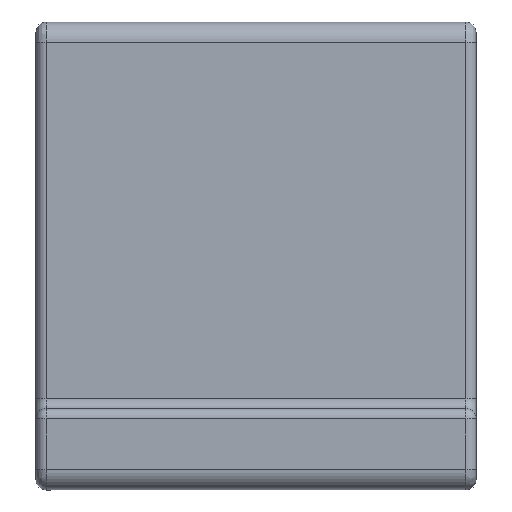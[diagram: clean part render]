
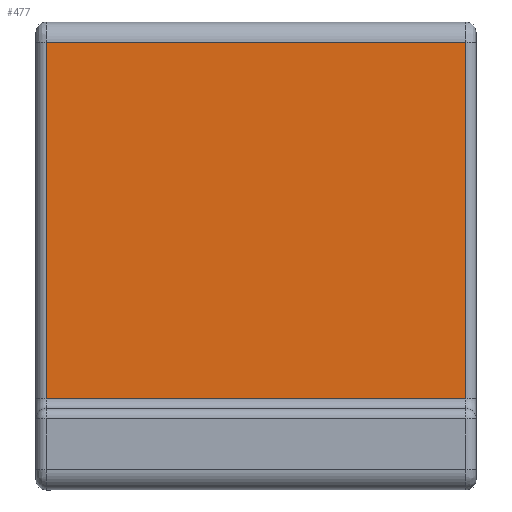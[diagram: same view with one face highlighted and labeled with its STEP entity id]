
A CAD part, top view. The second image highlights one B-rep face of the part: STEP entity #477.
In plain terms, the highlighted planar face has unit normal (0, 0, 1).
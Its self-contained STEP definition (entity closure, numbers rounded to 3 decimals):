
#19=PLANE('',#543);
#58=FACE_OUTER_BOUND('',#90,.T.);
#90=EDGE_LOOP('',(#407,#408,#409,#410));
#98=LINE('',#729,#128);
#119=LINE('',#911,#149);
#122=LINE('',#923,#152);
#123=LINE('',#924,#153);
#128=VECTOR('',#571,10.);
#149=VECTOR('',#676,10.);
#152=VECTOR('',#695,2.);
#153=VECTOR('',#696,10.);
#199=VERTEX_POINT('',#721);
#201=VERTEX_POINT('',#727);
#228=VERTEX_POINT('',#903);
#230=VERTEX_POINT('',#909);
#240=EDGE_CURVE('',#201,#199,#98,.T.);
#289=EDGE_CURVE('',#230,#228,#119,.T.);
#296=EDGE_CURVE('',#228,#201,#122,.T.);
#297=EDGE_CURVE('',#199,#230,#123,.T.);
#407=ORIENTED_EDGE('',*,*,#240,.F.);
#408=ORIENTED_EDGE('',*,*,#296,.F.);
#409=ORIENTED_EDGE('',*,*,#289,.F.);
#410=ORIENTED_EDGE('',*,*,#297,.F.);
#477=ADVANCED_FACE('',(#58),#19,.T.);
#543=AXIS2_PLACEMENT_3D('',#922,#693,#694);
#571=DIRECTION('',(0.,-1.,0.));
#676=DIRECTION('',(0.,1.,0.));
#693=DIRECTION('center_axis',(0.,0.,1.));
#694=DIRECTION('ref_axis',(1.,0.,0.));
#695=DIRECTION('',(1.,0.,0.));
#696=DIRECTION('',(-1.,0.,0.));
#721=CARTESIAN_POINT('',(45.,1.,-8.5));
#727=CARTESIAN_POINT('',(45.,35.793,-8.5));
#729=CARTESIAN_POINT('',(45.,0.,-8.5));
#903=CARTESIAN_POINT('',(4.,35.793,-8.5));
#909=CARTESIAN_POINT('',(4.,1.,-8.5));
#911=CARTESIAN_POINT('',(4.,0.,-8.5));
#922=CARTESIAN_POINT('Origin',(3.,0.,-8.5));
#923=CARTESIAN_POINT('',(46.,35.793,-8.5));
#924=CARTESIAN_POINT('',(24.5,1.,-8.5));
